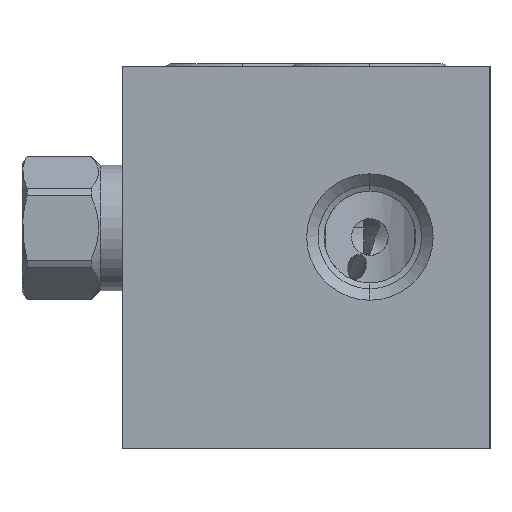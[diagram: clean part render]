
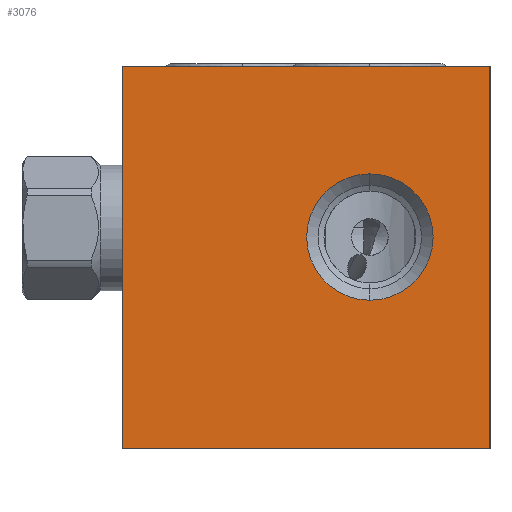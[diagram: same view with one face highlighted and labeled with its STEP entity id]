
A CAD part, left-side view. The second image highlights one B-rep face of the part: STEP entity #3076.
In plain terms, the highlighted planar face has unit normal (-1, 0, 0).
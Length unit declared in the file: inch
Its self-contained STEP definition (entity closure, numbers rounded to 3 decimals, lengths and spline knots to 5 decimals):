
#1=DIRECTION('',(0.,-1.,0.));
#2=VECTOR('',#1,2.5);
#3=CARTESIAN_POINT('',(0.,0.,0.));
#4=LINE('',#3,#2);
#57=DIRECTION('',(0.,0.,1.));
#58=VECTOR('',#57,2.6);
#59=CARTESIAN_POINT('',(0.,0.,0.));
#60=LINE('',#59,#58);
#61=CARTESIAN_POINT('',(0.,-1.683,1.438));
#62=DIRECTION('',(1.,0.,0.));
#63=DIRECTION('',(0.,0.,-1.));
#64=AXIS2_PLACEMENT_3D('',#61,#62,#63);
#66=CARTESIAN_POINT('',(0.,-1.683,1.438));
#67=DIRECTION('',(1.,0.,0.));
#68=DIRECTION('',(0.,0.,1.));
#69=AXIS2_PLACEMENT_3D('',#66,#67,#68);
#99=DIRECTION('',(0.,0.,1.));
#100=VECTOR('',#99,2.6);
#101=CARTESIAN_POINT('',(0.,-2.5,0.));
#102=LINE('',#101,#100);
#103=DIRECTION('',(0.,-1.,0.));
#104=VECTOR('',#103,2.5);
#105=CARTESIAN_POINT('',(0.,0.,2.6));
#106=LINE('',#105,#104);
#2657=CARTESIAN_POINT('',(0.,0.,0.));
#2658=CARTESIAN_POINT('',(0.,-2.5,0.));
#2659=VERTEX_POINT('',#2657);
#2660=VERTEX_POINT('',#2658);
#2665=CARTESIAN_POINT('',(0.,0.,2.6));
#2666=CARTESIAN_POINT('',(0.,-2.5,2.6));
#2667=VERTEX_POINT('',#2665);
#2668=VERTEX_POINT('',#2666);
#2961=CARTESIAN_POINT('',(0.,-1.683,1.868));
#2962=VERTEX_POINT('',#2961);
#2963=CARTESIAN_POINT('',(0.,-1.683,1.008));
#2964=VERTEX_POINT('',#2963);
#3056=CARTESIAN_POINT('',(0.,0.,0.));
#3057=DIRECTION('',(-1.,0.,0.));
#3058=DIRECTION('',(0.,-1.,0.));
#3059=AXIS2_PLACEMENT_3D('',#3056,#3057,#3058);
#3060=PLANE('',#3059);
#3061=ORIENTED_EDGE('',*,*,#3021,.F.);
#3063=ORIENTED_EDGE('',*,*,#3062,.T.);
#3065=ORIENTED_EDGE('',*,*,#3064,.T.);
#3067=ORIENTED_EDGE('',*,*,#3066,.F.);
#3068=EDGE_LOOP('',(#3061,#3063,#3065,#3067));
#3069=FACE_OUTER_BOUND('',#3068,.F.);
#3071=ORIENTED_EDGE('',*,*,#3070,.F.);
#3073=ORIENTED_EDGE('',*,*,#3072,.F.);
#3074=EDGE_LOOP('',(#3071,#3073));
#3075=FACE_BOUND('',#3074,.F.);
#3076=ADVANCED_FACE('',(#3069,#3075),#3060,.T.);
#65=CIRCLE('',#64,0.43);
#70=CIRCLE('',#69,0.43);
#3021=EDGE_CURVE('',#2659,#2660,#4,.T.);
#3062=EDGE_CURVE('',#2659,#2667,#60,.T.);
#3064=EDGE_CURVE('',#2667,#2668,#106,.T.);
#3066=EDGE_CURVE('',#2660,#2668,#102,.T.);
#3070=EDGE_CURVE('',#2964,#2962,#65,.T.);
#3072=EDGE_CURVE('',#2962,#2964,#70,.T.);
